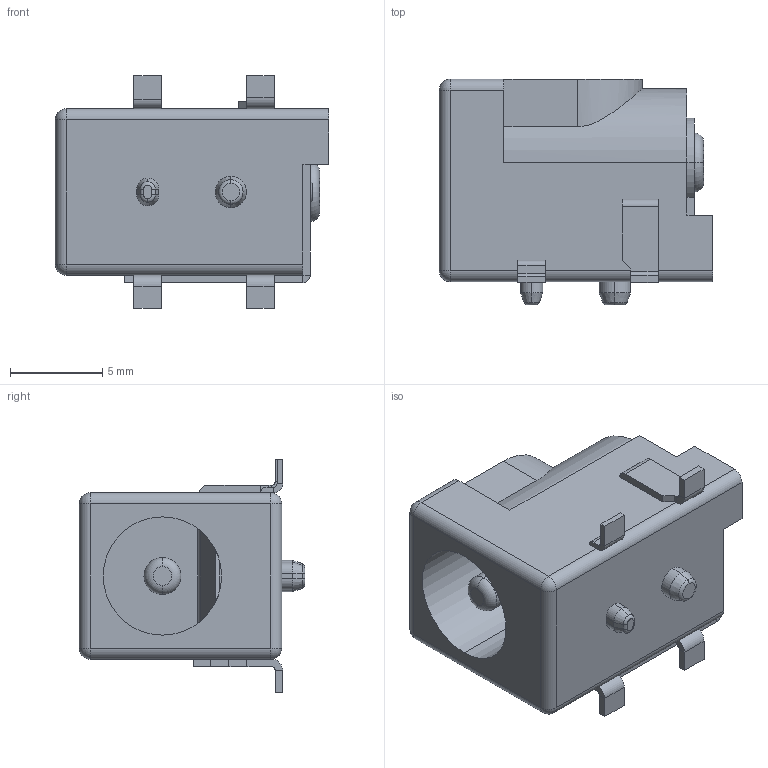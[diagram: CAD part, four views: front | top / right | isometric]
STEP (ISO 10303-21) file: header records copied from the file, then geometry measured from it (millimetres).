
FILE_DESCRIPTION (( 'STEP AP214' ), '1' );
FILE_NAME ('PRT-12748.STEP', '2021-02-26T10:35:11', ( '' ), ( '' ), 'SwSTEP 2.0', 'SolidWorks 2017', '' );
FILE_SCHEMA (( 'AUTOMOTIVE_DESIGN' ));
Length unit declared in the file: millimetre
Products named in the file (2): PRT-12748
Assembly tree (1 placements, depth 2):
  PRT-12748
    PRT-12748
Bounding box: 14.8 x 12.2 x 12.6 mm (x, y, z)
Volume: 1036.5 mm3; surface area: 1277.8 mm2
Topology: 7 solids, 7 shells, 172 faces, 380 edges, 227 vertices
Faces by surface type: plane 101, cylinder 47, torus 13, cone 7, sphere 4
Entity records: 4807 total; most frequent: CARTESIAN_POINT 880, DIRECTION 831, ORIENTED_EDGE 752, EDGE_CURVE 376, AXIS2_PLACEMENT_3D 296, LINE 239, VECTOR 239, VERTEX_POINT 227
